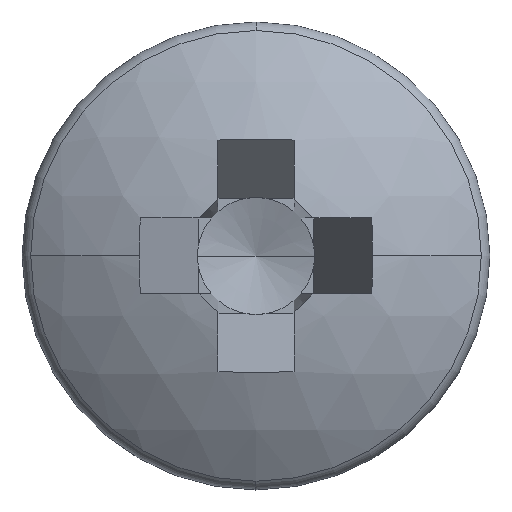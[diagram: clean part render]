
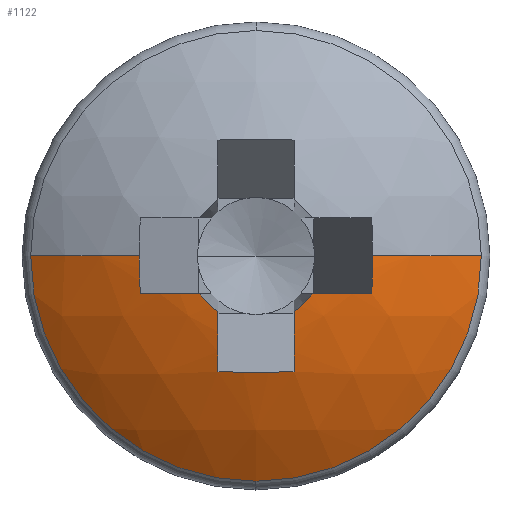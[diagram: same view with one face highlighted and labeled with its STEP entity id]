
A CAD part, top view. The second image highlights one B-rep face of the part: STEP entity #1122.
In plain terms, the highlighted spherical face has radius 6.5 mm.
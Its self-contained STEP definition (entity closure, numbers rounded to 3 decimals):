
#234 = VERTEX_POINT('',#235);
#235 = CARTESIAN_POINT('',(3.853,0.,
    3.835));
#242 = EDGE_CURVE('',#243,#234,#245,.T.);
#243 = VERTEX_POINT('',#244);
#244 = CARTESIAN_POINT('',(0.,-3.853,
    3.835));
#245 = CIRCLE('',#246,3.853);
#246 = AXIS2_PLACEMENT_3D('',#247,#248,#249);
#247 = CARTESIAN_POINT('',(0.,0.,
    3.835));
#248 = DIRECTION('',(0.,0.,1.));
#249 = DIRECTION('',(0.,-1.,0.));
#300 = VERTEX_POINT('',#301);
#301 = CARTESIAN_POINT('',(-3.853,0.,
    3.835));
#308 = EDGE_CURVE('',#300,#309,#311,.T.);
#309 = VERTEX_POINT('',#310);
#310 = CARTESIAN_POINT('',(-1.994,0.,
    4.787));
#311 = CIRCLE('',#312,6.5);
#312 = AXIS2_PLACEMENT_3D('',#313,#314,#315);
#313 = CARTESIAN_POINT('',(0.,0.,
    -1.4));
#314 = DIRECTION('',(0.,1.,0.));
#315 = DIRECTION('',(-1.,0.,0.));
#390 = VERTEX_POINT('',#391);
#391 = CARTESIAN_POINT('',(1.994,0.,
    4.787));
#398 = EDGE_CURVE('',#234,#390,#399,.T.);
#399 = CIRCLE('',#400,6.5);
#400 = AXIS2_PLACEMENT_3D('',#401,#402,#403);
#401 = CARTESIAN_POINT('',(0.,0.,
    -1.4));
#402 = DIRECTION('',(0.,-1.,0.));
#403 = DIRECTION('',(0.,0.,-1.));
#1052 = VERTEX_POINT('',#1053);
#1053 = CARTESIAN_POINT('',(0.956,-0.65,4.996));
#1062 = EDGE_CURVE('',#1063,#1052,#1065,.T.);
#1063 = VERTEX_POINT('',#1064);
#1064 = CARTESIAN_POINT('',(1.979,-0.65,4.757));
#1065 = CIRCLE('',#1066,6.467);
#1066 = AXIS2_PLACEMENT_3D('',#1067,#1068,#1069);
#1067 = CARTESIAN_POINT('',(0.,-0.65,-1.4));
#1068 = DIRECTION('',(0.,-1.,0.));
#1069 = DIRECTION('',(1.,0.,0.));
#1122 = ADVANCED_FACE('',(#1123),#1204,.T.);
#1123 = FACE_BOUND('',#1124,.T.);
#1124 = EDGE_LOOP('',(#1125,#1126,#1133,#1134,#1135,#1142,#1143,#1152,
    #1161,#1170,#1179,#1188,#1197));
#1125 = ORIENTED_EDGE('',*,*,#308,.F.);
#1126 = ORIENTED_EDGE('',*,*,#1127,.T.);
#1127 = EDGE_CURVE('',#300,#243,#1128,.T.);
#1128 = CIRCLE('',#1129,3.853);
#1129 = AXIS2_PLACEMENT_3D('',#1130,#1131,#1132);
#1130 = CARTESIAN_POINT('',(0.,0.,
    3.835));
#1131 = DIRECTION('',(0.,0.,1.));
#1132 = DIRECTION('',(0.,-1.,0.));
#1133 = ORIENTED_EDGE('',*,*,#242,.T.);
#1134 = ORIENTED_EDGE('',*,*,#398,.T.);
#1135 = ORIENTED_EDGE('',*,*,#1136,.T.);
#1136 = EDGE_CURVE('',#390,#1063,#1137,.T.);
#1137 = CIRCLE('',#1138,6.427);
#1138 = AXIS2_PLACEMENT_3D('',#1139,#1140,#1141);
#1139 = CARTESIAN_POINT('',(-0.87,0.,
    -0.967));
#1140 = DIRECTION('',(0.895,0.,-0.446
    ));
#1141 = DIRECTION('',(0.446,0.,0.895)
  );
#1142 = ORIENTED_EDGE('',*,*,#1062,.T.);
#1143 = ORIENTED_EDGE('',*,*,#1144,.F.);
#1144 = EDGE_CURVE('',#1145,#1052,#1147,.T.);
#1145 = VERTEX_POINT('',#1146);
#1146 = CARTESIAN_POINT('',(0.65,-0.956,4.996));
#1147 = CIRCLE('',#1148,1.156);
#1148 = AXIS2_PLACEMENT_3D('',#1149,#1150,#1151);
#1149 = CARTESIAN_POINT('',(0.,0.,
    4.996));
#1150 = DIRECTION('',(0.,0.,1.));
#1151 = DIRECTION('',(1.,0.,0.));
#1152 = ORIENTED_EDGE('',*,*,#1153,.T.);
#1153 = EDGE_CURVE('',#1145,#1154,#1156,.T.);
#1154 = VERTEX_POINT('',#1155);
#1155 = CARTESIAN_POINT('',(0.65,-1.979,4.757));
#1156 = CIRCLE('',#1157,6.467);
#1157 = AXIS2_PLACEMENT_3D('',#1158,#1159,#1160);
#1158 = CARTESIAN_POINT('',(0.65,0.,-1.4));
#1159 = DIRECTION('',(1.,0.,0.));
#1160 = DIRECTION('',(0.,1.,0.));
#1161 = ORIENTED_EDGE('',*,*,#1162,.T.);
#1162 = EDGE_CURVE('',#1154,#1163,#1165,.T.);
#1163 = VERTEX_POINT('',#1164);
#1164 = CARTESIAN_POINT('',(-0.65,-1.979,4.757));
#1165 = CIRCLE('',#1166,6.427);
#1166 = AXIS2_PLACEMENT_3D('',#1167,#1168,#1169);
#1167 = CARTESIAN_POINT('',(0.,0.87,
    -0.967));
#1168 = DIRECTION('',(0.,-0.895,
    -0.446));
#1169 = DIRECTION('',(0.,0.446,
    -0.895));
#1170 = ORIENTED_EDGE('',*,*,#1171,.T.);
#1171 = EDGE_CURVE('',#1163,#1172,#1174,.T.);
#1172 = VERTEX_POINT('',#1173);
#1173 = CARTESIAN_POINT('',(-0.65,-0.956,4.996));
#1174 = CIRCLE('',#1175,6.467);
#1175 = AXIS2_PLACEMENT_3D('',#1176,#1177,#1178);
#1176 = CARTESIAN_POINT('',(-0.65,0.,-1.4));
#1177 = DIRECTION('',(-1.,0.,0.));
#1178 = DIRECTION('',(0.,-1.,0.));
#1179 = ORIENTED_EDGE('',*,*,#1180,.F.);
#1180 = EDGE_CURVE('',#1181,#1172,#1183,.T.);
#1181 = VERTEX_POINT('',#1182);
#1182 = CARTESIAN_POINT('',(-0.956,-0.65,4.996));
#1183 = CIRCLE('',#1184,1.156);
#1184 = AXIS2_PLACEMENT_3D('',#1185,#1186,#1187);
#1185 = CARTESIAN_POINT('',(0.,0.,
    4.996));
#1186 = DIRECTION('',(0.,0.,1.));
#1187 = DIRECTION('',(1.,0.,0.));
#1188 = ORIENTED_EDGE('',*,*,#1189,.T.);
#1189 = EDGE_CURVE('',#1181,#1190,#1192,.T.);
#1190 = VERTEX_POINT('',#1191);
#1191 = CARTESIAN_POINT('',(-1.979,-0.65,4.757));
#1192 = CIRCLE('',#1193,6.467);
#1193 = AXIS2_PLACEMENT_3D('',#1194,#1195,#1196);
#1194 = CARTESIAN_POINT('',(0.,-0.65,-1.4));
#1195 = DIRECTION('',(0.,-1.,0.));
#1196 = DIRECTION('',(1.,0.,0.));
#1197 = ORIENTED_EDGE('',*,*,#1198,.T.);
#1198 = EDGE_CURVE('',#1190,#309,#1199,.T.);
#1199 = CIRCLE('',#1200,6.427);
#1200 = AXIS2_PLACEMENT_3D('',#1201,#1202,#1203);
#1201 = CARTESIAN_POINT('',(0.87,0.,
    -0.967));
#1202 = DIRECTION('',(-0.895,0.,
    -0.446));
#1203 = DIRECTION('',(0.446,0.,
    -0.895));
#1204 = SPHERICAL_SURFACE('',#1205,6.5);
#1205 = AXIS2_PLACEMENT_3D('',#1206,#1207,#1208);
#1206 = CARTESIAN_POINT('',(0.,0.,
    -1.4));
#1207 = DIRECTION('',(0.,1.,0.));
#1208 = DIRECTION('',(1.,0.,0.));
